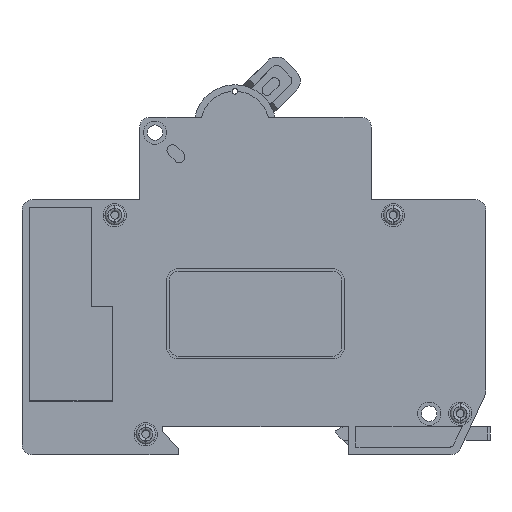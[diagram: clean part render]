
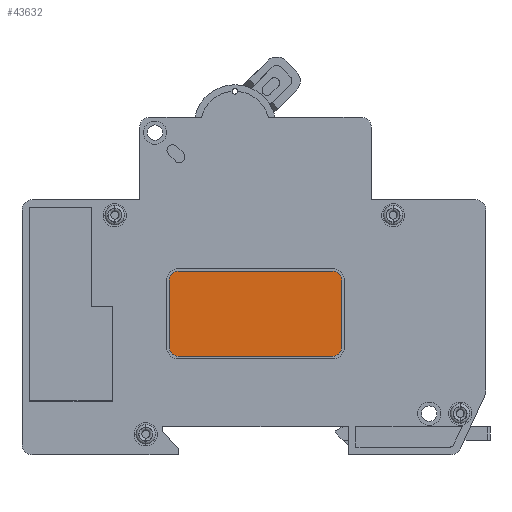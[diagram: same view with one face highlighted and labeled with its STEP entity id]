
A CAD part, left-side view. The second image highlights one B-rep face of the part: STEP entity #43632.
In plain terms, the highlighted planar face has unit normal (-1, 0, 0).
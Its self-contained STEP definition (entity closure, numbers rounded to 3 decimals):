
#1195 = CARTESIAN_POINT ( 'NONE',  ( -67.4, 16.75, 15.4 ) ) ;
#2125 = CARTESIAN_POINT ( 'NONE',  ( -67.4, 15., 13.65 ) ) ;
#3091 = DIRECTION ( 'NONE',  ( -1., 0., 0. ) ) ;
#3111 = FACE_OUTER_BOUND ( 'NONE', #46202, .T. ) ;
#6091 = ORIENTED_EDGE ( 'NONE', *, *, #35741, .T. ) ;
#6416 = CARTESIAN_POINT ( 'NONE',  ( -67.4, 15., 15.4 ) ) ;
#10577 = VERTEX_POINT ( 'NONE', #1195 ) ;
#14021 = CARTESIAN_POINT ( 'NONE',  ( -67.4, 15., 28.4 ) ) ;
#14618 = ORIENTED_EDGE ( 'NONE', *, *, #27899, .T. ) ;
#15195 = EDGE_CURVE ( 'NONE', #46353, #27544, #43795, .T. ) ;
#16078 = ORIENTED_EDGE ( 'NONE', *, *, #61564, .T. ) ;
#17009 = CARTESIAN_POINT ( 'NONE',  ( -67.4, -16.75, 28.4 ) ) ;
#17094 = EDGE_CURVE ( 'NONE', #27544, #10577, #45856, .T. ) ;
#17129 = CARTESIAN_POINT ( 'NONE',  ( -67.4, -15., 28.4 ) ) ;
#18179 = VERTEX_POINT ( 'NONE', #62934 ) ;
#18223 = AXIS2_PLACEMENT_3D ( 'NONE', #63840, #3091, #63460 ) ;
#19349 = CARTESIAN_POINT ( 'NONE',  ( -67.4, 15., 30.15 ) ) ;
#19422 = VECTOR ( 'NONE', #19692, 1000. ) ;
#19544 = AXIS2_PLACEMENT_3D ( 'NONE', #6416, #33966, #66795 ) ;
#19692 = DIRECTION ( 'NONE',  ( 0., 1., 0. ) ) ;
#20002 = EDGE_CURVE ( 'NONE', #18179, #34019, #66611, .T. ) ;
#20071 = DIRECTION ( 'NONE',  ( 0., 0., 1. ) ) ;
#22957 = CIRCLE ( 'NONE', #19544, 1.75 ) ;
#25112 = DIRECTION ( 'NONE',  ( -1., 0., 0. ) ) ;
#27544 = VERTEX_POINT ( 'NONE', #59219 ) ;
#27899 = EDGE_CURVE ( 'NONE', #37689, #18179, #36450, .T. ) ;
#28469 = DIRECTION ( 'NONE',  ( 0., 0., 1. ) ) ;
#31172 = AXIS2_PLACEMENT_3D ( 'NONE', #62418, #40972, #56355 ) ;
#33966 = DIRECTION ( 'NONE',  ( -1., 0., 0. ) ) ;
#34019 = VERTEX_POINT ( 'NONE', #17009 ) ;
#35741 = EDGE_CURVE ( 'NONE', #34019, #42547, #58130, .T. ) ;
#36450 = CIRCLE ( 'NONE', #18223, 1.75 ) ;
#37689 = VERTEX_POINT ( 'NONE', #41866 ) ;
#38992 = CARTESIAN_POINT ( 'NONE',  ( -67.4, 15., 30.15 ) ) ;
#39831 = DIRECTION ( 'NONE',  ( 0., 0., 1. ) ) ;
#40972 = DIRECTION ( 'NONE',  ( -1., 0., 0. ) ) ;
#41004 = EDGE_CURVE ( 'NONE', #61642, #37689, #69044, .T. ) ;
#41151 = CARTESIAN_POINT ( 'NONE',  ( -67.4, -15., 30.15 ) ) ;
#41866 = CARTESIAN_POINT ( 'NONE',  ( -67.4, -15., 13.65 ) ) ;
#42054 = VECTOR ( 'NONE', #63669, 1000. ) ;
#42547 = VERTEX_POINT ( 'NONE', #41151 ) ;
#43632 = ADVANCED_FACE ( 'NONE', ( #3111 ), #61729, .T. ) ;
#43795 = CIRCLE ( 'NONE', #50665, 1.75 ) ;
#45856 = LINE ( 'NONE', #62675, #60090 ) ;
#46202 = EDGE_LOOP ( 'NONE', ( #64269, #16078, #46794, #14618, #65183, #6091, #52091, #48835 ) ) ;
#46353 = VERTEX_POINT ( 'NONE', #38992 ) ;
#46794 = ORIENTED_EDGE ( 'NONE', *, *, #41004, .T. ) ;
#48835 = ORIENTED_EDGE ( 'NONE', *, *, #15195, .T. ) ;
#49542 = DIRECTION ( 'NONE',  ( -1., 0., 0. ) ) ;
#50665 = AXIS2_PLACEMENT_3D ( 'NONE', #14021, #25112, #20071 ) ;
#52047 = VECTOR ( 'NONE', #28469, 1000. ) ;
#52091 = ORIENTED_EDGE ( 'NONE', *, *, #70264, .T. ) ;
#53972 = CARTESIAN_POINT ( 'NONE',  ( -67.4, 15., 13.65 ) ) ;
#56355 = DIRECTION ( 'NONE',  ( 0., 0., 1. ) ) ;
#58130 = CIRCLE ( 'NONE', #69572, 1.75 ) ;
#59219 = CARTESIAN_POINT ( 'NONE',  ( -67.4, 16.75, 28.4 ) ) ;
#60090 = VECTOR ( 'NONE', #68036, 1000. ) ;
#61564 = EDGE_CURVE ( 'NONE', #10577, #61642, #22957, .T. ) ;
#61642 = VERTEX_POINT ( 'NONE', #2125 ) ;
#61729 = PLANE ( 'NONE',  #31172 ) ;
#62418 = CARTESIAN_POINT ( 'NONE',  ( -67.4, 0., 0. ) ) ;
#62675 = CARTESIAN_POINT ( 'NONE',  ( -67.4, 16.75, 28.4 ) ) ;
#62934 = CARTESIAN_POINT ( 'NONE',  ( -67.4, -16.75, 15.4 ) ) ;
#63460 = DIRECTION ( 'NONE',  ( 0., 0., 1. ) ) ;
#63669 = DIRECTION ( 'NONE',  ( 0., -1., 0. ) ) ;
#63840 = CARTESIAN_POINT ( 'NONE',  ( -67.4, -15., 15.4 ) ) ;
#64269 = ORIENTED_EDGE ( 'NONE', *, *, #17094, .T. ) ;
#65183 = ORIENTED_EDGE ( 'NONE', *, *, #20002, .T. ) ;
#66611 = LINE ( 'NONE', #67362, #52047 ) ;
#66795 = DIRECTION ( 'NONE',  ( 0., 0., 1. ) ) ;
#67362 = CARTESIAN_POINT ( 'NONE',  ( -67.4, -16.75, 28.4 ) ) ;
#67878 = LINE ( 'NONE', #19349, #19422 ) ;
#68036 = DIRECTION ( 'NONE',  ( 0., 0., -1. ) ) ;
#69044 = LINE ( 'NONE', #53972, #42054 ) ;
#69572 = AXIS2_PLACEMENT_3D ( 'NONE', #17129, #49542, #39831 ) ;
#70264 = EDGE_CURVE ( 'NONE', #42547, #46353, #67878, .T. ) ;
